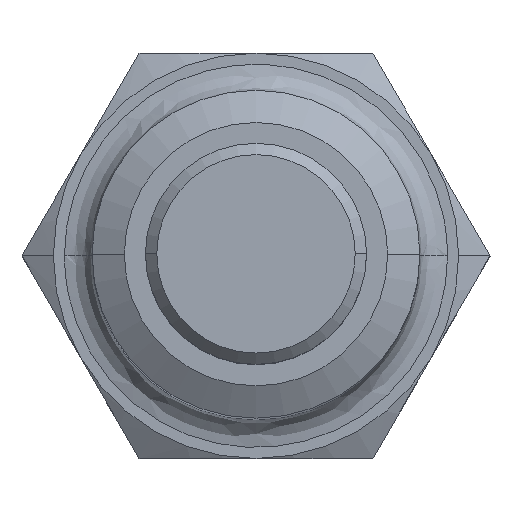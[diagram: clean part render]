
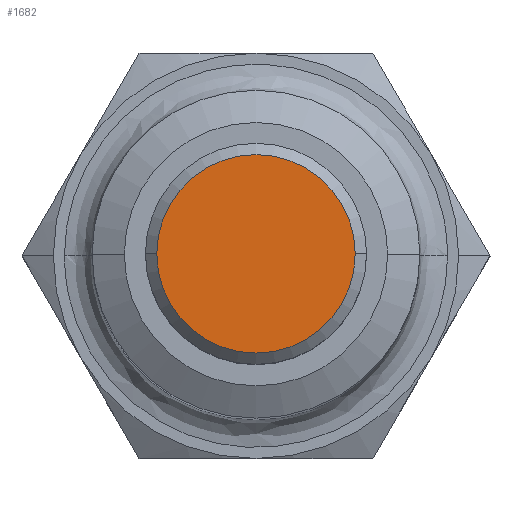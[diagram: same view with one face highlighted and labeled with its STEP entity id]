
A CAD part, top view. The second image highlights one B-rep face of the part: STEP entity #1682.
In plain terms, the highlighted planar face has unit normal (0, 0, 1).
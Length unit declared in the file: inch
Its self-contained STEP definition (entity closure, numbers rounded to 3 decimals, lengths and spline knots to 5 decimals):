
#72 = AXIS2_PLACEMENT_3D ( 'NONE', #897, #907, #232 ) ;
#157 = EDGE_CURVE ( 'NONE', #1331, #378, #1654, .T. ) ;
#232 = DIRECTION ( 'NONE',  ( 1., 0., 0. ) ) ;
#261 = DIRECTION ( 'NONE',  ( -1., 0., 0. ) ) ;
#273 = DIRECTION ( 'NONE',  ( 0., 0., -1. ) ) ;
#310 = DIRECTION ( 'NONE',  ( -1., 0., 0. ) ) ;
#378 = VERTEX_POINT ( 'NONE', #1365 ) ;
#380 = PLANE ( 'NONE',  #72 ) ;
#425 = EDGE_CURVE ( 'NONE', #378, #1331, #553, .T. ) ;
#474 = AXIS2_PLACEMENT_3D ( 'NONE', #1115, #1553, #310 ) ;
#553 = CIRCLE ( 'NONE', #955, 0.21207 ) ;
#897 = CARTESIAN_POINT ( 'NONE',  ( 0.10603, 0., 0. ) ) ;
#907 = DIRECTION ( 'NONE',  ( 0., 0., 1. ) ) ;
#955 = AXIS2_PLACEMENT_3D ( 'NONE', #1514, #273, #261 ) ;
#1015 = EDGE_LOOP ( 'NONE', ( #1369, #1161 ) ) ;
#1058 = FACE_OUTER_BOUND ( 'NONE', #1015, .T. ) ;
#1115 = CARTESIAN_POINT ( 'NONE',  ( 0., 0., 0. ) ) ;
#1161 = ORIENTED_EDGE ( 'NONE', *, *, #425, .F. ) ;
#1331 = VERTEX_POINT ( 'NONE', #1445 ) ;
#1365 = CARTESIAN_POINT ( 'NONE',  ( -0.21207, 0., 0. ) ) ;
#1369 = ORIENTED_EDGE ( 'NONE', *, *, #157, .F. ) ;
#1445 = CARTESIAN_POINT ( 'NONE',  ( 0.21207, 0., 0. ) ) ;
#1514 = CARTESIAN_POINT ( 'NONE',  ( 0., 0., 0. ) ) ;
#1553 = DIRECTION ( 'NONE',  ( 0., 0., -1. ) ) ;
#1654 = CIRCLE ( 'NONE', #474, 0.21207 ) ;
#1682 = ADVANCED_FACE ( 'NONE', ( #1058 ), #380, .T. ) ;
